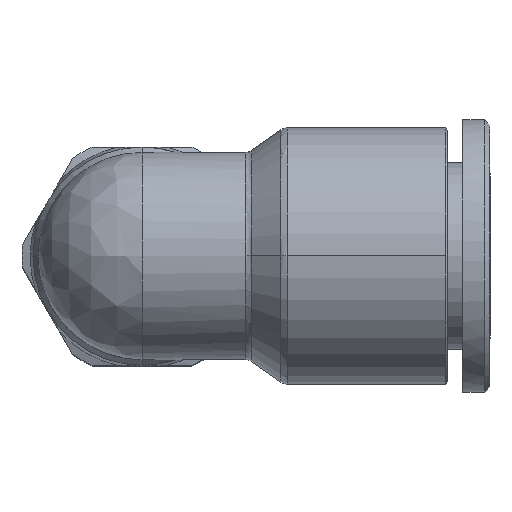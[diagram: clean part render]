
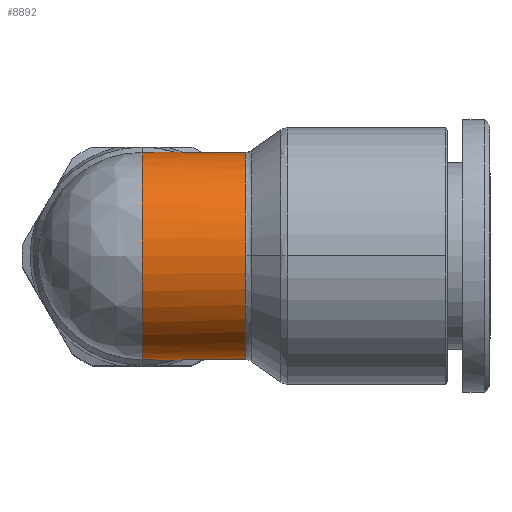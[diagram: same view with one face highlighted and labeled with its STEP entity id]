
A CAD part, top view. The second image highlights one B-rep face of the part: STEP entity #8892.
In plain terms, the highlighted cylindrical face has radius 9.5 mm (diameter 19 mm), a partial arc.
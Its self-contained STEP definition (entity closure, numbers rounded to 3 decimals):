
#55 = CARTESIAN_POINT ( 'NONE',  ( 0.8, -5.895, -7.45 ) ) ;
#225 = VERTEX_POINT ( 'NONE', #3132 ) ;
#598 = DIRECTION ( 'NONE',  ( 0., -1., 0. ) ) ;
#627 =( BOUNDED_CURVE ( )  B_SPLINE_CURVE ( 3, ( #1929, #3354, #6988, #4810 ),
 .UNSPECIFIED., .F., .F. ) 
 B_SPLINE_CURVE_WITH_KNOTS ( ( 4, 4 ),
 ( 3.811, 4.712 ),
 .UNSPECIFIED. ) 
 CURVE ( )  GEOMETRIC_REPRESENTATION_ITEM ( )  RATIONAL_B_SPLINE_CURVE ( ( 1., 0.933, 0.933, 1. ) ) 
 REPRESENTATION_ITEM ( '' )  );
#836 = CIRCLE ( 'NONE', #8913, 9.5 ) ;
#1076 = CARTESIAN_POINT ( 'NONE',  ( 8.25, -9.5, 0. ) ) ;
#1125 = CARTESIAN_POINT ( 'NONE',  ( 0.222, -5.448, -7.803 ) ) ;
#1164 = CARTESIAN_POINT ( 'NONE',  ( 8.25, 9.5, 0. ) ) ;
#1219 = EDGE_CURVE ( 'NONE', #8330, #3877, #8248, .T. ) ;
#1476 = CARTESIAN_POINT ( 'NONE',  ( 0.8, 5.895, -7.45 ) ) ;
#1618 = EDGE_LOOP ( 'NONE', ( #7380, #3367, #4312, #9159, #8253, #8306, #9117, #4525, #6216 ) ) ;
#1761 = CARTESIAN_POINT ( 'NONE',  ( 8.25, 0., 0. ) ) ;
#1777 = CARTESIAN_POINT ( 'NONE',  ( 5.294, -9.5, -2.956 ) ) ;
#1929 = CARTESIAN_POINT ( 'NONE',  ( 0.8, 5.895, -7.45 ) ) ;
#2193 = VERTEX_POINT ( 'NONE', #4568 ) ;
#2220 = CARTESIAN_POINT ( 'NONE',  ( -0.758, -4.341, -8.45 ) ) ;
#2496 = EDGE_CURVE ( 'NONE', #2925, #2753, #7838, .T. ) ;
#2645 = EDGE_CURVE ( 'NONE', #7568, #4339, #4476, .T. ) ;
#2753 = VERTEX_POINT ( 'NONE', #8858 ) ;
#2925 = VERTEX_POINT ( 'NONE', #7072 ) ;
#2930 = EDGE_CURVE ( 'NONE', #2925, #2193, #836, .T. ) ;
#2957 = CARTESIAN_POINT ( 'NONE',  ( -1.234, 3.172, -8.955 ) ) ;
#2999 = EDGE_CURVE ( 'NONE', #8330, #225, #7635, .T. ) ;
#3132 = CARTESIAN_POINT ( 'NONE',  ( -1.234, 3.172, -8.955 ) ) ;
#3184 = CARTESIAN_POINT ( 'NONE',  ( -0.758, 4.341, -8.45 ) ) ;
#3332 = DIRECTION ( 'NONE',  ( 0., -1., 0. ) ) ;
#3354 = CARTESIAN_POINT ( 'NONE',  ( 2.634, 8.213, -5.616 ) ) ;
#3367 = ORIENTED_EDGE ( 'NONE', *, *, #5965, .F. ) ;
#3399 = DIRECTION ( 'NONE',  ( -1., 0., 0. ) ) ;
#3706 = CARTESIAN_POINT ( 'NONE',  ( 0.222, 5.448, -7.803 ) ) ;
#3728 = B_SPLINE_CURVE_WITH_KNOTS ( 'NONE', 3,
 ( #6746, #1125, #5339, #8869 ),
 .UNSPECIFIED., .F., .F.,
 ( 4, 4 ),
 ( 0., 0.002 ),
 .UNSPECIFIED. ) ;
#3776 = CARTESIAN_POINT ( 'NONE',  ( 8.25, -9.5, 0. ) ) ;
#3877 = VERTEX_POINT ( 'NONE', #5994 ) ;
#3916 = CARTESIAN_POINT ( 'NONE',  ( 3.35, 0., 0. ) ) ;
#3941 = CYLINDRICAL_SURFACE ( 'NONE', #7774, 9.5 ) ;
#4056 = FACE_OUTER_BOUND ( 'NONE', #1618, .T. ) ;
#4312 = ORIENTED_EDGE ( 'NONE', *, *, #2930, .F. ) ;
#4339 = VERTEX_POINT ( 'NONE', #3776 ) ;
#4476 =( BOUNDED_CURVE ( )  B_SPLINE_CURVE ( 3, ( #8823, #5221, #1777, #1076 ),
 .UNSPECIFIED., .F., .F. ) 
 B_SPLINE_CURVE_WITH_KNOTS ( ( 4, 4 ),
 ( 0.669, 1.571 ),
 .UNSPECIFIED. ) 
 CURVE ( )  GEOMETRIC_REPRESENTATION_ITEM ( )  RATIONAL_B_SPLINE_CURVE ( ( 1., 0.933, 0.933, 1. ) ) 
 REPRESENTATION_ITEM ( '' )  );
#4525 = ORIENTED_EDGE ( 'NONE', *, *, #5324, .F. ) ;
#4568 = CARTESIAN_POINT ( 'NONE',  ( -1.234, 0., 9.5 ) ) ;
#4764 = DIRECTION ( 'NONE',  ( -1., 0., 0. ) ) ;
#4810 = CARTESIAN_POINT ( 'NONE',  ( 8.25, 9.5, 0. ) ) ;
#5058 = CARTESIAN_POINT ( 'NONE',  ( -1.234, -3.172, -8.955 ) ) ;
#5127 = CIRCLE ( 'NONE', #7555, 9.5 ) ;
#5221 = CARTESIAN_POINT ( 'NONE',  ( 2.634, -8.213, -5.616 ) ) ;
#5324 = EDGE_CURVE ( 'NONE', #3877, #8386, #627, .T. ) ;
#5339 = CARTESIAN_POINT ( 'NONE',  ( -0.301, -4.938, -8.143 ) ) ;
#5470 = DIRECTION ( 'NONE',  ( 1., 0., 0. ) ) ;
#5746 = CARTESIAN_POINT ( 'NONE',  ( -0.938, 3.97, -8.641 ) ) ;
#5803 = CARTESIAN_POINT ( 'NONE',  ( -1.097, 3.581, -8.81 ) ) ;
#5965 = EDGE_CURVE ( 'NONE', #2193, #225, #5127, .T. ) ;
#5994 = CARTESIAN_POINT ( 'NONE',  ( 0.8, 5.895, -7.45 ) ) ;
#6214 = CARTESIAN_POINT ( 'NONE',  ( -1.234, 0., 0. ) ) ;
#6216 = ORIENTED_EDGE ( 'NONE', *, *, #1219, .F. ) ;
#6334 = EDGE_CURVE ( 'NONE', #4339, #8386, #8051, .T. ) ;
#6505 = CARTESIAN_POINT ( 'NONE',  ( -0.938, -3.97, -8.641 ) ) ;
#6570 = CARTESIAN_POINT ( 'NONE',  ( -1.097, -3.581, -8.81 ) ) ;
#6746 = CARTESIAN_POINT ( 'NONE',  ( 0.8, -5.895, -7.45 ) ) ;
#6749 = DIRECTION ( 'NONE',  ( -1., 0., 0. ) ) ;
#6988 = CARTESIAN_POINT ( 'NONE',  ( 5.294, 9.5, -2.956 ) ) ;
#7072 = CARTESIAN_POINT ( 'NONE',  ( -1.234, -3.172, -8.955 ) ) ;
#7203 = CARTESIAN_POINT ( 'NONE',  ( -0.301, 4.938, -8.143 ) ) ;
#7376 = AXIS2_PLACEMENT_3D ( 'NONE', #1761, #6749, #8937 ) ;
#7380 = ORIENTED_EDGE ( 'NONE', *, *, #2999, .T. ) ;
#7555 = AXIS2_PLACEMENT_3D ( 'NONE', #6214, #4764, #3332 ) ;
#7568 = VERTEX_POINT ( 'NONE', #55 ) ;
#7635 = B_SPLINE_CURVE_WITH_KNOTS ( 'NONE', 3,
 ( #8556, #5746, #5803, #2957 ),
 .UNSPECIFIED., .F., .F.,
 ( 4, 4 ),
 ( 0., 0.001 ),
 .UNSPECIFIED. ) ;
#7716 = CARTESIAN_POINT ( 'NONE',  ( -1.234, 0., 0. ) ) ;
#7774 = AXIS2_PLACEMENT_3D ( 'NONE', #3916, #5470, #9158 ) ;
#7787 = EDGE_CURVE ( 'NONE', #7568, #2753, #3728, .T. ) ;
#7838 = B_SPLINE_CURVE_WITH_KNOTS ( 'NONE', 3,
 ( #5058, #6570, #6505, #2220 ),
 .UNSPECIFIED., .F., .F.,
 ( 4, 4 ),
 ( 0., 0.001 ),
 .UNSPECIFIED. ) ;
#8034 = CARTESIAN_POINT ( 'NONE',  ( -0.758, 4.341, -8.45 ) ) ;
#8051 = CIRCLE ( 'NONE', #7376, 9.5 ) ;
#8248 = B_SPLINE_CURVE_WITH_KNOTS ( 'NONE', 3,
 ( #8034, #7203, #3706, #1476 ),
 .UNSPECIFIED., .F., .F.,
 ( 4, 4 ),
 ( 0., 0.002 ),
 .UNSPECIFIED. ) ;
#8253 = ORIENTED_EDGE ( 'NONE', *, *, #7787, .F. ) ;
#8306 = ORIENTED_EDGE ( 'NONE', *, *, #2645, .T. ) ;
#8330 = VERTEX_POINT ( 'NONE', #3184 ) ;
#8386 = VERTEX_POINT ( 'NONE', #1164 ) ;
#8556 = CARTESIAN_POINT ( 'NONE',  ( -0.758, 4.341, -8.45 ) ) ;
#8823 = CARTESIAN_POINT ( 'NONE',  ( 0.8, -5.895, -7.45 ) ) ;
#8858 = CARTESIAN_POINT ( 'NONE',  ( -0.758, -4.341, -8.45 ) ) ;
#8869 = CARTESIAN_POINT ( 'NONE',  ( -0.758, -4.341, -8.45 ) ) ;
#8892 = ADVANCED_FACE ( 'NONE', ( #4056 ), #3941, .T. ) ;
#8913 = AXIS2_PLACEMENT_3D ( 'NONE', #7716, #3399, #598 ) ;
#8937 = DIRECTION ( 'NONE',  ( 0., 0., -1. ) ) ;
#9117 = ORIENTED_EDGE ( 'NONE', *, *, #6334, .T. ) ;
#9158 = DIRECTION ( 'NONE',  ( 0., 0., -1. ) ) ;
#9159 = ORIENTED_EDGE ( 'NONE', *, *, #2496, .T. ) ;
